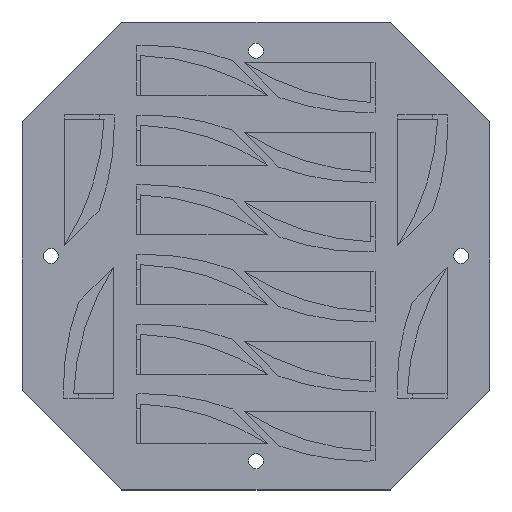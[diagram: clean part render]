
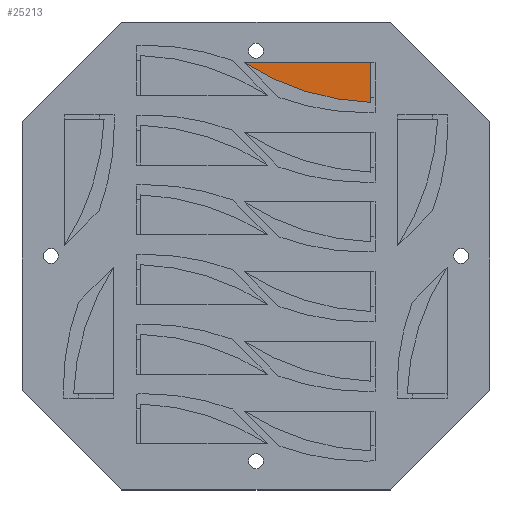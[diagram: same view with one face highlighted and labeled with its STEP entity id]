
A CAD part, top view. The second image highlights one B-rep face of the part: STEP entity #25213.
In plain terms, the highlighted face is planar.
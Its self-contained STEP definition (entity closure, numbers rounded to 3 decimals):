
#25213 = ADVANCED_FACE('',(#25214),#25228,.T.);
#25214 = FACE_BOUND('',#25215,.T.);
#25215 = EDGE_LOOP('',(#25216,#25251,#25279));
#25216 = ORIENTED_EDGE('',*,*,#25217,.T.);
#25217 = EDGE_CURVE('',#25218,#25220,#25222,.T.);
#25218 = VERTEX_POINT('',#25219);
#25219 = CARTESIAN_POINT('',(0.163,0.,0.));
#25220 = VERTEX_POINT('',#25221);
#25221 = CARTESIAN_POINT('',(0.163,25.4,0.));
#25222 = SURFACE_CURVE('',#25223,(#25227,#25239),.PCURVE_S1.);
#25223 = LINE('',#25224,#25225);
#25224 = CARTESIAN_POINT('',(0.163,-1.778,0.));
#25225 = VECTOR('',#25226,1.);
#25226 = DIRECTION('',(0.,1.,0.));
#25227 = PCURVE('',#25228,#25233);
#25228 = PLANE('',#25229);
#25229 = AXIS2_PLACEMENT_3D('',#25230,#25231,#25232);
#25230 = CARTESIAN_POINT('',(0.163,-1.778,-41.968));
#25231 = DIRECTION('',(1.,0.,0.));
#25232 = DIRECTION('',(0.,0.,-1.));
#25233 = DEFINITIONAL_REPRESENTATION('',(#25234),#25238);
#25234 = LINE('',#25235,#25236);
#25235 = CARTESIAN_POINT('',(-41.968,0.));
#25236 = VECTOR('',#25237,1.);
#25237 = DIRECTION('',(0.,1.));
#25238 = ( GEOMETRIC_REPRESENTATION_CONTEXT(2) 
PARAMETRIC_REPRESENTATION_CONTEXT() REPRESENTATION_CONTEXT('2D SPACE',''
  ) );
#25239 = PCURVE('',#25240,#25245);
#25240 = PLANE('',#25241);
#25241 = AXIS2_PLACEMENT_3D('',#25242,#25243,#25244);
#25242 = CARTESIAN_POINT('',(0.163,0.,0.));
#25243 = DIRECTION('',(0.,0.,1.));
#25244 = DIRECTION('',(1.,0.,0.));
#25245 = DEFINITIONAL_REPRESENTATION('',(#25246),#25250);
#25246 = LINE('',#25247,#25248);
#25247 = CARTESIAN_POINT('',(0.,-1.778));
#25248 = VECTOR('',#25249,1.);
#25249 = DIRECTION('',(0.,1.));
#25250 = ( GEOMETRIC_REPRESENTATION_CONTEXT(2) 
PARAMETRIC_REPRESENTATION_CONTEXT() REPRESENTATION_CONTEXT('2D SPACE',''
  ) );
#25251 = ORIENTED_EDGE('',*,*,#25252,.T.);
#25252 = EDGE_CURVE('',#25220,#25253,#25255,.T.);
#25253 = VERTEX_POINT('',#25254);
#25254 = CARTESIAN_POINT('',(0.163,0.,8.));
#25255 = SURFACE_CURVE('',#25256,(#25261,#25268),.PCURVE_S1.);
#25256 = CIRCLE('',#25257,50.);
#25257 = AXIS2_PLACEMENT_3D('',#25258,#25259,#25260);
#25258 = CARTESIAN_POINT('',(0.163,-1.778,-41.968));
#25259 = DIRECTION('',(1.,0.,0.));
#25260 = DIRECTION('',(0.,0.,1.));
#25261 = PCURVE('',#25228,#25262);
#25262 = DEFINITIONAL_REPRESENTATION('',(#25263),#25267);
#25263 = CIRCLE('',#25264,50.);
#25264 = AXIS2_PLACEMENT_2D('',#25265,#25266);
#25265 = CARTESIAN_POINT('',(0.,0.));
#25266 = DIRECTION('',(-1.,0.));
#25267 = ( GEOMETRIC_REPRESENTATION_CONTEXT(2) 
PARAMETRIC_REPRESENTATION_CONTEXT() REPRESENTATION_CONTEXT('2D SPACE',''
  ) );
#25268 = PCURVE('',#25269,#25274);
#25269 = CYLINDRICAL_SURFACE('',#25270,50.);
#25270 = AXIS2_PLACEMENT_3D('',#25271,#25272,#25273);
#25271 = CARTESIAN_POINT('',(0.163,-1.778,-41.968));
#25272 = DIRECTION('',(-1.,0.,0.));
#25273 = DIRECTION('',(0.,0.,1.));
#25274 = DEFINITIONAL_REPRESENTATION('',(#25275),#25278);
#25275 = B_SPLINE_CURVE_WITH_KNOTS('',1,(#25276,#25277),.UNSPECIFIED.,
  .F.,.F.,(2,2),(5.709,6.248),
  .PIECEWISE_BEZIER_KNOTS.);
#25276 = CARTESIAN_POINT('',(0.575,0.));
#25277 = CARTESIAN_POINT('',(0.036,0.));
#25278 = ( GEOMETRIC_REPRESENTATION_CONTEXT(2) 
PARAMETRIC_REPRESENTATION_CONTEXT() REPRESENTATION_CONTEXT('2D SPACE',''
  ) );
#25279 = ORIENTED_EDGE('',*,*,#25280,.T.);
#25280 = EDGE_CURVE('',#25253,#25218,#25281,.T.);
#25281 = SURFACE_CURVE('',#25282,(#25286,#25293),.PCURVE_S1.);
#25282 = LINE('',#25283,#25284);
#25283 = CARTESIAN_POINT('',(0.163,0.,-41.968)
  );
#25284 = VECTOR('',#25285,1.);
#25285 = DIRECTION('',(0.,0.,-1.));
#25286 = PCURVE('',#25228,#25287);
#25287 = DEFINITIONAL_REPRESENTATION('',(#25288),#25292);
#25288 = LINE('',#25289,#25290);
#25289 = CARTESIAN_POINT('',(0.,1.778));
#25290 = VECTOR('',#25291,1.);
#25291 = DIRECTION('',(1.,0.));
#25292 = ( GEOMETRIC_REPRESENTATION_CONTEXT(2) 
PARAMETRIC_REPRESENTATION_CONTEXT() REPRESENTATION_CONTEXT('2D SPACE',''
  ) );
#25293 = PCURVE('',#25294,#25299);
#25294 = PLANE('',#25295);
#25295 = AXIS2_PLACEMENT_3D('',#25296,#25297,#25298);
#25296 = CARTESIAN_POINT('',(0.163,0.,8.));
#25297 = DIRECTION('',(0.,1.,0.));
#25298 = DIRECTION('',(0.,0.,1.));
#25299 = DEFINITIONAL_REPRESENTATION('',(#25300),#25304);
#25300 = LINE('',#25301,#25302);
#25301 = CARTESIAN_POINT('',(-49.968,0.));
#25302 = VECTOR('',#25303,1.);
#25303 = DIRECTION('',(-1.,0.));
#25304 = ( GEOMETRIC_REPRESENTATION_CONTEXT(2) 
PARAMETRIC_REPRESENTATION_CONTEXT() REPRESENTATION_CONTEXT('2D SPACE',''
  ) );
